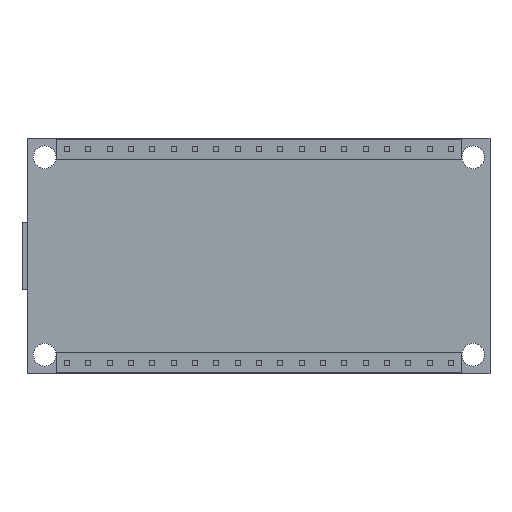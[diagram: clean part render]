
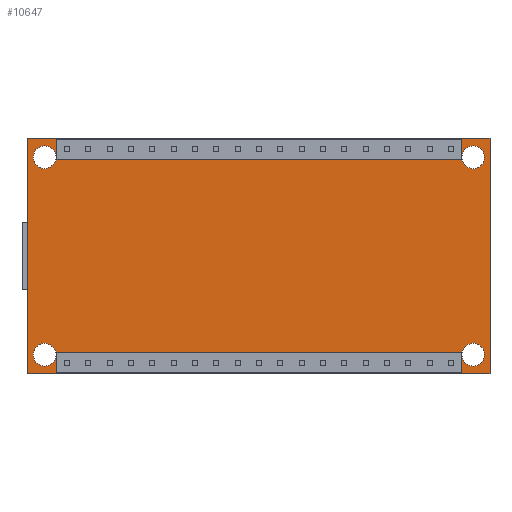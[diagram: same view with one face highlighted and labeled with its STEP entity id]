
A CAD part, front view. The second image highlights one B-rep face of the part: STEP entity #10647.
In plain terms, the highlighted planar face has unit normal (0, -1, 0).
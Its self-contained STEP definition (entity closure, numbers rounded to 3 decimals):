
#15=CIRCLE('',#11233,1.35);
#17=CIRCLE('',#11236,1.35);
#19=CIRCLE('',#11239,1.35);
#21=CIRCLE('',#11242,1.35);
#126=FACE_BOUND('',#1026,.T.);
#127=FACE_BOUND('',#1027,.T.);
#128=FACE_BOUND('',#1028,.T.);
#129=FACE_BOUND('',#1029,.T.);
#130=FACE_BOUND('',#1030,.T.);
#131=FACE_BOUND('',#1031,.T.);
#346=FACE_OUTER_BOUND('',#1025,.T.);
#1025=EDGE_LOOP('',(#7952,#7953,#7954,#7955));
#1026=EDGE_LOOP('',(#7956,#7957,#7958,#7959));
#1027=EDGE_LOOP('',(#7960,#7961,#7962,#7963));
#1028=EDGE_LOOP('',(#7964));
#1029=EDGE_LOOP('',(#7965));
#1030=EDGE_LOOP('',(#7966));
#1031=EDGE_LOOP('',(#7967));
#1936=LINE('',#15178,#3408);
#1940=LINE('',#15186,#3412);
#1943=LINE('',#15192,#3415);
#1946=LINE('',#15197,#3418);
#1990=LINE('',#15306,#3462);
#1994=LINE('',#15314,#3466);
#1998=LINE('',#15321,#3470);
#2001=LINE('',#15326,#3473);
#2152=LINE('',#15629,#3624);
#2153=LINE('',#15631,#3625);
#2154=LINE('',#15633,#3626);
#2155=LINE('',#15634,#3627);
#3408=VECTOR('',#12356,10.);
#3412=VECTOR('',#12362,10.);
#3415=VECTOR('',#12367,10.);
#3418=VECTOR('',#12372,10.);
#3462=VECTOR('',#12474,10.);
#3466=VECTOR('',#12480,10.);
#3470=VECTOR('',#12486,10.);
#3473=VECTOR('',#12491,10.);
#3624=VECTOR('',#12646,10.);
#3625=VECTOR('',#12647,10.);
#3626=VECTOR('',#12648,10.);
#3627=VECTOR('',#12649,10.);
#4756=VERTEX_POINT('',#15176);
#4757=VERTEX_POINT('',#15177);
#4760=VERTEX_POINT('',#15185);
#4762=VERTEX_POINT('',#15191);
#4791=VERTEX_POINT('',#15282);
#4793=VERTEX_POINT('',#15288);
#4795=VERTEX_POINT('',#15294);
#4797=VERTEX_POINT('',#15300);
#4798=VERTEX_POINT('',#15304);
#4799=VERTEX_POINT('',#15305);
#4802=VERTEX_POINT('',#15313);
#4804=VERTEX_POINT('',#15320);
#4954=VERTEX_POINT('',#15627);
#4955=VERTEX_POINT('',#15628);
#4956=VERTEX_POINT('',#15630);
#4957=VERTEX_POINT('',#15632);
#5866=EDGE_CURVE('',#4756,#4757,#1936,.T.);
#5870=EDGE_CURVE('',#4757,#4760,#1940,.T.);
#5873=EDGE_CURVE('',#4760,#4762,#1943,.T.);
#5876=EDGE_CURVE('',#4762,#4756,#1946,.T.);
#5918=EDGE_CURVE('',#4791,#4791,#15,.T.);
#5921=EDGE_CURVE('',#4793,#4793,#17,.T.);
#5924=EDGE_CURVE('',#4795,#4795,#19,.T.);
#5927=EDGE_CURVE('',#4797,#4797,#21,.T.);
#5928=EDGE_CURVE('',#4798,#4799,#1990,.T.);
#5932=EDGE_CURVE('',#4802,#4798,#1994,.T.);
#5936=EDGE_CURVE('',#4804,#4802,#1998,.T.);
#5939=EDGE_CURVE('',#4799,#4804,#2001,.T.);
#6090=EDGE_CURVE('',#4954,#4955,#2152,.T.);
#6091=EDGE_CURVE('',#4956,#4954,#2153,.T.);
#6092=EDGE_CURVE('',#4957,#4956,#2154,.T.);
#6093=EDGE_CURVE('',#4955,#4957,#2155,.T.);
#7952=ORIENTED_EDGE('',*,*,#5939,.F.);
#7953=ORIENTED_EDGE('',*,*,#5928,.F.);
#7954=ORIENTED_EDGE('',*,*,#5932,.F.);
#7955=ORIENTED_EDGE('',*,*,#5936,.F.);
#7956=ORIENTED_EDGE('',*,*,#6090,.F.);
#7957=ORIENTED_EDGE('',*,*,#6091,.F.);
#7958=ORIENTED_EDGE('',*,*,#6092,.F.);
#7959=ORIENTED_EDGE('',*,*,#6093,.F.);
#7960=ORIENTED_EDGE('',*,*,#5866,.T.);
#7961=ORIENTED_EDGE('',*,*,#5870,.T.);
#7962=ORIENTED_EDGE('',*,*,#5873,.T.);
#7963=ORIENTED_EDGE('',*,*,#5876,.T.);
#7964=ORIENTED_EDGE('',*,*,#5927,.F.);
#7965=ORIENTED_EDGE('',*,*,#5924,.F.);
#7966=ORIENTED_EDGE('',*,*,#5921,.F.);
#7967=ORIENTED_EDGE('',*,*,#5918,.F.);
#10033=PLANE('',#11248);
#10647=ADVANCED_FACE('',(#346,#126,#127,#128,#129,#130,#131),#10033,.F.);
#11233=AXIS2_PLACEMENT_3D('',#15284,#12449,#12450);
#11236=AXIS2_PLACEMENT_3D('',#15290,#12456,#12457);
#11239=AXIS2_PLACEMENT_3D('',#15296,#12463,#12464);
#11242=AXIS2_PLACEMENT_3D('',#15302,#12470,#12471);
#11248=AXIS2_PLACEMENT_3D('',#15626,#12644,#12645);
#12356=DIRECTION('',(0.,0.,-1.));
#12362=DIRECTION('',(-1.,0.,0.));
#12367=DIRECTION('',(0.,0.,1.));
#12372=DIRECTION('',(1.,0.,0.));
#12449=DIRECTION('center_axis',(0.,-1.,0.));
#12450=DIRECTION('ref_axis',(1.,0.,0.));
#12456=DIRECTION('center_axis',(0.,-1.,0.));
#12457=DIRECTION('ref_axis',(1.,0.,0.));
#12463=DIRECTION('center_axis',(0.,-1.,0.));
#12464=DIRECTION('ref_axis',(1.,0.,0.));
#12470=DIRECTION('center_axis',(0.,-1.,0.));
#12471=DIRECTION('ref_axis',(1.,0.,0.));
#12474=DIRECTION('',(1.,0.,0.));
#12480=DIRECTION('',(0.,0.,1.));
#12486=DIRECTION('',(-1.,0.,0.));
#12491=DIRECTION('',(0.,0.,-1.));
#12644=DIRECTION('center_axis',(0.,1.,0.));
#12645=DIRECTION('ref_axis',(1.,0.,0.));
#12646=DIRECTION('',(0.,0.,1.));
#12647=DIRECTION('',(1.,0.,0.));
#12648=DIRECTION('',(0.,0.,-1.));
#12649=DIRECTION('',(-1.,0.,0.));
#15176=CARTESIAN_POINT('',(24.13,0.,13.9));
#15177=CARTESIAN_POINT('',(24.13,0.,11.5));
#15178=CARTESIAN_POINT('',(24.13,0.,5.75));
#15185=CARTESIAN_POINT('',(-24.13,0.,11.5));
#15186=CARTESIAN_POINT('',(-12.065,0.,11.5));
#15191=CARTESIAN_POINT('',(-24.13,0.,13.9));
#15192=CARTESIAN_POINT('',(-24.13,0.,6.95));
#15197=CARTESIAN_POINT('',(12.065,0.,13.9));
#15282=CARTESIAN_POINT('',(-26.85,0.,-11.75));
#15284=CARTESIAN_POINT('Origin',(-25.5,0.,-11.75));
#15288=CARTESIAN_POINT('',(-26.85,0.,11.75));
#15290=CARTESIAN_POINT('Origin',(-25.5,0.,11.75));
#15294=CARTESIAN_POINT('',(24.15,0.,11.75));
#15296=CARTESIAN_POINT('Origin',(25.5,0.,11.75));
#15300=CARTESIAN_POINT('',(24.15,0.,-11.75));
#15302=CARTESIAN_POINT('Origin',(25.5,0.,-11.75));
#15304=CARTESIAN_POINT('',(-27.5,0.,14.));
#15305=CARTESIAN_POINT('',(27.5,0.,14.));
#15306=CARTESIAN_POINT('',(-27.5,0.,14.));
#15313=CARTESIAN_POINT('',(-27.5,0.,-14.));
#15314=CARTESIAN_POINT('',(-27.5,0.,-14.));
#15320=CARTESIAN_POINT('',(27.5,0.,-14.));
#15321=CARTESIAN_POINT('',(27.5,0.,-14.));
#15326=CARTESIAN_POINT('',(27.5,0.,14.));
#15626=CARTESIAN_POINT('Origin',(0.,0.,0.));
#15627=CARTESIAN_POINT('',(24.13,0.,-13.9));
#15628=CARTESIAN_POINT('',(24.13,0.,-11.5));
#15629=CARTESIAN_POINT('',(24.13,0.,-5.75));
#15630=CARTESIAN_POINT('',(-24.13,0.,-13.9));
#15631=CARTESIAN_POINT('',(12.065,0.,-13.9));
#15632=CARTESIAN_POINT('',(-24.13,0.,-11.5));
#15633=CARTESIAN_POINT('',(-24.13,0.,-6.95));
#15634=CARTESIAN_POINT('',(-12.065,0.,-11.5));
